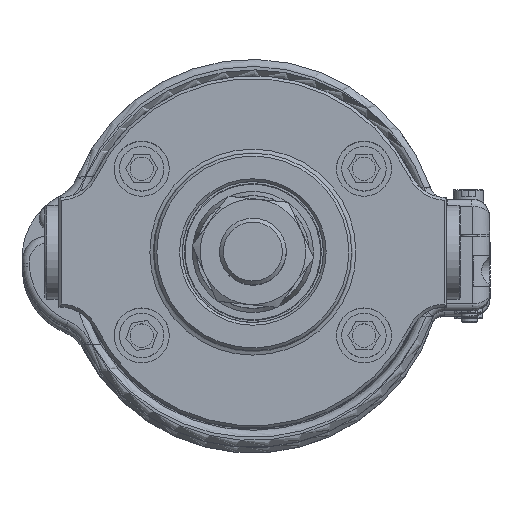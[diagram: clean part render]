
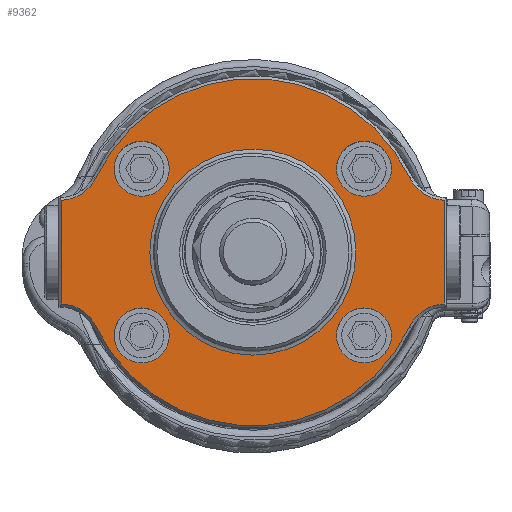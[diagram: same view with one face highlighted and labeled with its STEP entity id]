
A CAD part, top view. The second image highlights one B-rep face of the part: STEP entity #9362.
In plain terms, the highlighted planar face has unit normal (0, 0, 1).
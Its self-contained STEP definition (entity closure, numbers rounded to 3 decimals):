
#238 = CARTESIAN_POINT ( 'NONE',  ( -28.224, 13.397, 25.4 ) ) ;
#351 = AXIS2_PLACEMENT_3D ( 'NONE', #8697, #11222, #3336 ) ;
#409 = ORIENTED_EDGE ( 'NONE', *, *, #12049, .F. ) ;
#436 = VERTEX_POINT ( 'NONE', #9729 ) ;
#457 = EDGE_CURVE ( 'NONE', #12106, #436, #1832, .T. ) ;
#671 = FACE_BOUND ( 'NONE', #1769, .T. ) ;
#844 = FACE_BOUND ( 'NONE', #15035, .T. ) ;
#963 = EDGE_LOOP ( 'NONE', ( #6731, #9680, #13261, #7553, #9922, #1646, #7253, #8157 ) ) ;
#1019 = FACE_OUTER_BOUND ( 'NONE', #963, .T. ) ;
#1150 = DIRECTION ( 'NONE',  ( 0., 0., -1. ) ) ;
#1166 = EDGE_CURVE ( 'NONE', #14020, #14020, #8379, .T. ) ;
#1646 = ORIENTED_EDGE ( 'NONE', *, *, #12111, .T. ) ;
#1769 = EDGE_LOOP ( 'NONE', ( #409 ) ) ;
#1832 = LINE ( 'NONE', #7121, #3904 ) ;
#1840 = VERTEX_POINT ( 'NONE', #12534 ) ;
#1854 = VERTEX_POINT ( 'NONE', #17113 ) ;
#1908 = AXIS2_PLACEMENT_3D ( 'NONE', #2168, #1150, #11631 ) ;
#2168 = CARTESIAN_POINT ( 'NONE',  ( 34.649, 16.446, 25.4 ) ) ;
#2172 = CARTESIAN_POINT ( 'NONE',  ( 0., 0., 25.4 ) ) ;
#2424 = CARTESIAN_POINT ( 'NONE',  ( 24.953, -15., 25.4 ) ) ;
#2472 = DIRECTION ( 'NONE',  ( 0., 0., 1. ) ) ;
#2545 = VERTEX_POINT ( 'NONE', #238 ) ;
#2564 = AXIS2_PLACEMENT_3D ( 'NONE', #9779, #9949, #10995 ) ;
#2618 = CIRCLE ( 'NONE', #5409, 31.242 ) ;
#2791 = VERTEX_POINT ( 'NONE', #4352 ) ;
#2843 = DIRECTION ( 'NONE',  ( 1., 0., 0. ) ) ;
#2901 = DIRECTION ( 'NONE',  ( 1., 0., 0. ) ) ;
#3012 = ORIENTED_EDGE ( 'NONE', *, *, #1166, .F. ) ;
#3067 = DIRECTION ( 'NONE',  ( 0., 0., 1. ) ) ;
#3336 = DIRECTION ( 'NONE',  ( 1., 0., 0. ) ) ;
#3638 = DIRECTION ( 'NONE',  ( 0., 0., 1. ) ) ;
#3904 = VECTOR ( 'NONE', #7375, 1000. ) ;
#4027 = EDGE_CURVE ( 'NONE', #2545, #13250, #6493, .T. ) ;
#4041 = CIRCLE ( 'NONE', #15940, 18.542 ) ;
#4145 = AXIS2_PLACEMENT_3D ( 'NONE', #13823, #3067, #8524 ) ;
#4201 = EDGE_CURVE ( 'NONE', #1854, #6982, #2618, .T. ) ;
#4327 = CARTESIAN_POINT ( 'NONE',  ( 0., 0., 25.4 ) ) ;
#4352 = CARTESIAN_POINT ( 'NONE',  ( -15.047, 15., 25.4 ) ) ;
#4586 = DIRECTION ( 'NONE',  ( 0., 0., -1. ) ) ;
#4678 = FACE_BOUND ( 'NONE', #12205, .T. ) ;
#4823 = EDGE_CURVE ( 'NONE', #1840, #1840, #4041, .T. ) ;
#4879 = VERTEX_POINT ( 'NONE', #2424 ) ;
#4922 = DIRECTION ( 'NONE',  ( 1., 0., 0. ) ) ;
#5110 = VERTEX_POINT ( 'NONE', #12405 ) ;
#5183 = CARTESIAN_POINT ( 'NONE',  ( 20., 15., 25.4 ) ) ;
#5266 = CIRCLE ( 'NONE', #4145, 4.953 ) ;
#5409 = AXIS2_PLACEMENT_3D ( 'NONE', #2172, #15444, #12703 ) ;
#5677 = CARTESIAN_POINT ( 'NONE',  ( -34.649, -16.447, 25.4 ) ) ;
#6052 = DIRECTION ( 'NONE',  ( 0., 0., 1. ) ) ;
#6156 = DIRECTION ( 'NONE',  ( 1., 0., 0. ) ) ;
#6493 = CIRCLE ( 'NONE', #13437, 7.112 ) ;
#6731 = ORIENTED_EDGE ( 'NONE', *, *, #14970, .T. ) ;
#6816 = EDGE_CURVE ( 'NONE', #4879, #4879, #5266, .T. ) ;
#6832 = EDGE_CURVE ( 'NONE', #16726, #1854, #10787, .T. ) ;
#6982 = VERTEX_POINT ( 'NONE', #17092 ) ;
#7121 = CARTESIAN_POINT ( 'NONE',  ( 34.417, 9.842, 25.4 ) ) ;
#7189 = CIRCLE ( 'NONE', #14940, 4.953 ) ;
#7253 = ORIENTED_EDGE ( 'NONE', *, *, #6832, .T. ) ;
#7375 = DIRECTION ( 'NONE',  ( 0., 1., 0. ) ) ;
#7505 = CARTESIAN_POINT ( 'NONE',  ( -15.047, -15., 25.4 ) ) ;
#7553 = ORIENTED_EDGE ( 'NONE', *, *, #9443, .T. ) ;
#7617 = CARTESIAN_POINT ( 'NONE',  ( -20., 15., 25.4 ) ) ;
#7762 = DIRECTION ( 'NONE',  ( 0., 0., 1. ) ) ;
#7965 = EDGE_LOOP ( 'NONE', ( #16911 ) ) ;
#8028 = VECTOR ( 'NONE', #16688, 1000. ) ;
#8049 = CARTESIAN_POINT ( 'NONE',  ( 0., 0., 25.4 ) ) ;
#8157 = ORIENTED_EDGE ( 'NONE', *, *, #4201, .T. ) ;
#8379 = CIRCLE ( 'NONE', #351, 4.953 ) ;
#8392 = CIRCLE ( 'NONE', #2564, 7.112 ) ;
#8524 = DIRECTION ( 'NONE',  ( 1., 0., 0. ) ) ;
#8530 = CIRCLE ( 'NONE', #9918, 4.953 ) ;
#8697 = CARTESIAN_POINT ( 'NONE',  ( -20., -15., 25.4 ) ) ;
#8729 = CARTESIAN_POINT ( 'NONE',  ( 0., 0., 25.4 ) ) ;
#9362 = ADVANCED_FACE ( 'NONE', ( #1019, #14191, #671, #16789, #4678, #844 ), #16700, .T. ) ;
#9443 = EDGE_CURVE ( 'NONE', #5110, #2545, #15425, .T. ) ;
#9603 = DIRECTION ( 'NONE',  ( 1., 0., 0. ) ) ;
#9680 = ORIENTED_EDGE ( 'NONE', *, *, #457, .T. ) ;
#9714 = VERTEX_POINT ( 'NONE', #16315 ) ;
#9729 = CARTESIAN_POINT ( 'NONE',  ( 34.417, 9.338, 25.4 ) ) ;
#9743 = DIRECTION ( 'NONE',  ( 1., 0., 0. ) ) ;
#9779 = CARTESIAN_POINT ( 'NONE',  ( 34.649, -16.447, 25.4 ) ) ;
#9918 = AXIS2_PLACEMENT_3D ( 'NONE', #7617, #3638, #6156 ) ;
#9922 = ORIENTED_EDGE ( 'NONE', *, *, #4027, .T. ) ;
#9949 = DIRECTION ( 'NONE',  ( 0., 0., -1. ) ) ;
#9985 = EDGE_CURVE ( 'NONE', #2791, #2791, #8530, .T. ) ;
#10198 = CARTESIAN_POINT ( 'NONE',  ( 34.417, -9.338, 25.4 ) ) ;
#10282 = CARTESIAN_POINT ( 'NONE',  ( -34.417, -9.843, 25.4 ) ) ;
#10465 = AXIS2_PLACEMENT_3D ( 'NONE', #8049, #2472, #2843 ) ;
#10480 = ORIENTED_EDGE ( 'NONE', *, *, #4823, .T. ) ;
#10548 = EDGE_CURVE ( 'NONE', #436, #5110, #11339, .T. ) ;
#10727 = EDGE_LOOP ( 'NONE', ( #10480 ) ) ;
#10787 = CIRCLE ( 'NONE', #16044, 7.112 ) ;
#10995 = DIRECTION ( 'NONE',  ( 1., 0., 0. ) ) ;
#11135 = DIRECTION ( 'NONE',  ( 0., 0., -1. ) ) ;
#11222 = DIRECTION ( 'NONE',  ( 0., 0., 1. ) ) ;
#11339 = CIRCLE ( 'NONE', #1908, 7.112 ) ;
#11497 = LINE ( 'NONE', #10282, #8028 ) ;
#11631 = DIRECTION ( 'NONE',  ( 1., 0., 0. ) ) ;
#11672 = DIRECTION ( 'NONE',  ( 1., 0., 0. ) ) ;
#12049 = EDGE_CURVE ( 'NONE', #9714, #9714, #7189, .T. ) ;
#12106 = VERTEX_POINT ( 'NONE', #10198 ) ;
#12111 = EDGE_CURVE ( 'NONE', #13250, #16726, #11497, .T. ) ;
#12205 = EDGE_LOOP ( 'NONE', ( #3012 ) ) ;
#12271 = DIRECTION ( 'NONE',  ( 0., 0., -1. ) ) ;
#12405 = CARTESIAN_POINT ( 'NONE',  ( 28.224, 13.397, 25.4 ) ) ;
#12534 = CARTESIAN_POINT ( 'NONE',  ( 18.542, 0., 25.4 ) ) ;
#12703 = DIRECTION ( 'NONE',  ( 1., 0., 0. ) ) ;
#12958 = AXIS2_PLACEMENT_3D ( 'NONE', #8729, #6052, #4922 ) ;
#13250 = VERTEX_POINT ( 'NONE', #16715 ) ;
#13261 = ORIENTED_EDGE ( 'NONE', *, *, #10548, .T. ) ;
#13262 = ORIENTED_EDGE ( 'NONE', *, *, #6816, .F. ) ;
#13437 = AXIS2_PLACEMENT_3D ( 'NONE', #16339, #12271, #2901 ) ;
#13823 = CARTESIAN_POINT ( 'NONE',  ( 20., -15., 25.4 ) ) ;
#14020 = VERTEX_POINT ( 'NONE', #7505 ) ;
#14191 = FACE_BOUND ( 'NONE', #10727, .T. ) ;
#14911 = CARTESIAN_POINT ( 'NONE',  ( -34.417, -9.338, 25.4 ) ) ;
#14940 = AXIS2_PLACEMENT_3D ( 'NONE', #5183, #7762, #11672 ) ;
#14970 = EDGE_CURVE ( 'NONE', #6982, #12106, #8392, .T. ) ;
#15035 = EDGE_LOOP ( 'NONE', ( #13262 ) ) ;
#15425 = CIRCLE ( 'NONE', #10465, 31.242 ) ;
#15444 = DIRECTION ( 'NONE',  ( 0., 0., 1. ) ) ;
#15940 = AXIS2_PLACEMENT_3D ( 'NONE', #4327, #4586, #9603 ) ;
#16044 = AXIS2_PLACEMENT_3D ( 'NONE', #5677, #11135, #9743 ) ;
#16315 = CARTESIAN_POINT ( 'NONE',  ( 24.953, 15., 25.4 ) ) ;
#16339 = CARTESIAN_POINT ( 'NONE',  ( -34.649, 16.446, 25.4 ) ) ;
#16688 = DIRECTION ( 'NONE',  ( 0., -1., 0. ) ) ;
#16700 = PLANE ( 'NONE',  #12958 ) ;
#16715 = CARTESIAN_POINT ( 'NONE',  ( -34.417, 9.338, 25.4 ) ) ;
#16726 = VERTEX_POINT ( 'NONE', #14911 ) ;
#16789 = FACE_BOUND ( 'NONE', #7965, .T. ) ;
#16911 = ORIENTED_EDGE ( 'NONE', *, *, #9985, .F. ) ;
#17092 = CARTESIAN_POINT ( 'NONE',  ( 28.224, -13.397, 25.4 ) ) ;
#17113 = CARTESIAN_POINT ( 'NONE',  ( -28.224, -13.397, 25.4 ) ) ;
